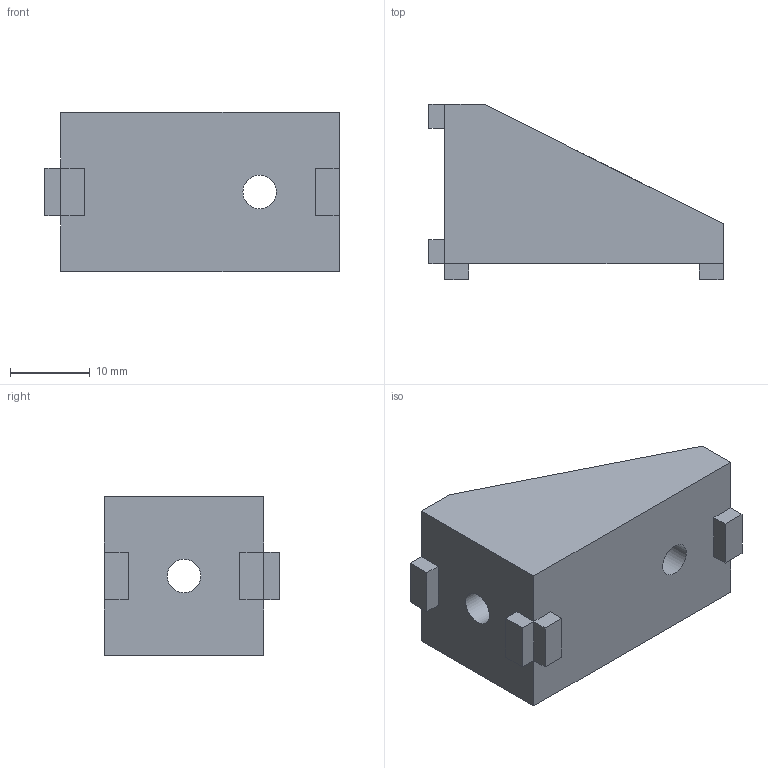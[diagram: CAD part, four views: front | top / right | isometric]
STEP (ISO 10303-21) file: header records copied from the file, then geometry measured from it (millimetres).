
FILE_DESCRIPTION(('FreeCAD Model'),'2;1');
FILE_NAME('Open CASCADE Shape Model','2021-12-21T21:45:28',('Author'),( ''),'Open CASCADE STEP processor 7.5','FreeCAD','Unknown');
FILE_SCHEMA(('AUTOMOTIVE_DESIGN { 1 0 10303 214 1 1 1 1 }'));
Length unit declared in the file: millimetre
Products named in the file (1): corner-reinf
Bounding box: 37 x 22 x 20 mm (x, y, z)
Volume: 8151.3 mm3; surface area: 3699.7 mm2
Topology: 1 solids, 1 shells, 32 faces, 79 edges, 50 vertices
Faces by surface type: plane 27, cylinder 5
Full cylindrical faces by diameter (mm): 4.2 x2, 8.4 x2
Entity records: 2073 total; most frequent: CARTESIAN_POINT 428, DIRECTION 304, LINE 207, VECTOR 207, ORIENTED_EDGE 158, PCURVE 158, DEFINITIONAL_REPRESENTATION 158, EDGE_CURVE 79
